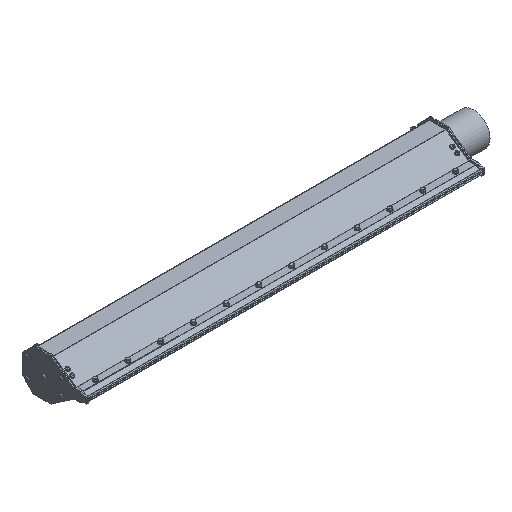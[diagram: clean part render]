
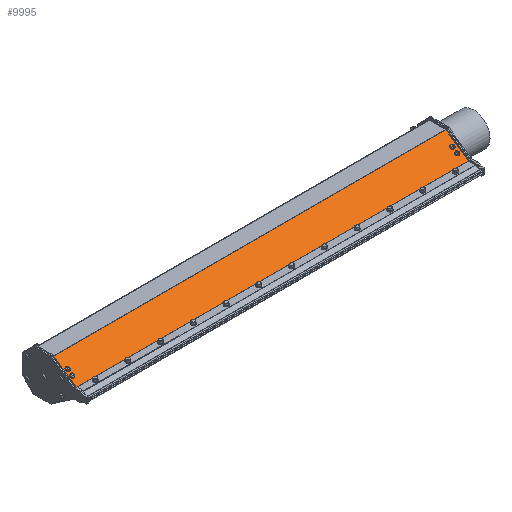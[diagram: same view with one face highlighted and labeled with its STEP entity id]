
A CAD part, isometric view. The second image highlights one B-rep face of the part: STEP entity #9995.
In plain terms, the highlighted planar face has unit normal (0, -0.574, 0.819).
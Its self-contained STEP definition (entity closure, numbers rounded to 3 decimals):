
#548=FACE_BOUND('',#3062,.T.);
#549=FACE_BOUND('',#3063,.T.);
#550=FACE_BOUND('',#3064,.T.);
#551=FACE_BOUND('',#3065,.T.);
#1175=LINE('',#50225,#1552);
#1209=LINE('',#50361,#1586);
#1211=LINE('',#50367,#1588);
#1212=LINE('',#50368,#1589);
#1552=VECTOR('',#12202,0.394);
#1586=VECTOR('',#12342,0.394);
#1588=VECTOR('',#12348,0.394);
#1589=VECTOR('',#12349,0.394);
#1905=PLANE('',#10811);
#2301=FACE_OUTER_BOUND('',#3061,.T.);
#3061=EDGE_LOOP('',(#7391,#7392,#7393,#7394));
#3062=EDGE_LOOP('',(#7395));
#3063=EDGE_LOOP('',(#7396));
#3064=EDGE_LOOP('',(#7397));
#3065=EDGE_LOOP('',(#7398));
#4227=CIRCLE('',#10812,0.177);
#4228=CIRCLE('',#10813,0.177);
#4229=CIRCLE('',#10814,0.177);
#4230=CIRCLE('',#10815,0.177);
#4878=VERTEX_POINT('',#50222);
#4879=VERTEX_POINT('',#50224);
#4928=VERTEX_POINT('',#50360);
#4930=VERTEX_POINT('',#50366);
#4931=VERTEX_POINT('',#50369);
#4932=VERTEX_POINT('',#50371);
#4933=VERTEX_POINT('',#50373);
#4934=VERTEX_POINT('',#50375);
#5882=EDGE_CURVE('',#4879,#4878,#1175,.T.);
#5945=EDGE_CURVE('',#4879,#4928,#1209,.T.);
#5948=EDGE_CURVE('',#4930,#4878,#1211,.T.);
#5949=EDGE_CURVE('',#4928,#4930,#1212,.T.);
#5950=EDGE_CURVE('',#4931,#4931,#4227,.T.);
#5951=EDGE_CURVE('',#4932,#4932,#4228,.T.);
#5952=EDGE_CURVE('',#4933,#4933,#4229,.T.);
#5953=EDGE_CURVE('',#4934,#4934,#4230,.T.);
#7391=ORIENTED_EDGE('',*,*,#5945,.F.);
#7392=ORIENTED_EDGE('',*,*,#5882,.T.);
#7393=ORIENTED_EDGE('',*,*,#5948,.F.);
#7394=ORIENTED_EDGE('',*,*,#5949,.F.);
#7395=ORIENTED_EDGE('',*,*,#5950,.T.);
#7396=ORIENTED_EDGE('',*,*,#5951,.T.);
#7397=ORIENTED_EDGE('',*,*,#5952,.T.);
#7398=ORIENTED_EDGE('',*,*,#5953,.T.);
#9995=ADVANCED_FACE('',(#2301,#548,#549,#550,#551),#1905,.T.);
#10811=AXIS2_PLACEMENT_3D('',#50365,#12346,#12347);
#10812=AXIS2_PLACEMENT_3D('',#50370,#12350,#12351);
#10813=AXIS2_PLACEMENT_3D('',#50372,#12352,#12353);
#10814=AXIS2_PLACEMENT_3D('',#50374,#12354,#12355);
#10815=AXIS2_PLACEMENT_3D('',#50376,#12356,#12357);
#12202=DIRECTION('',(0.,0.819,0.574));
#12342=DIRECTION('',(-1.,0.,0.));
#12346=DIRECTION('center_axis',(0.,-0.574,
0.819));
#12347=DIRECTION('ref_axis',(0.,0.819,0.574));
#12348=DIRECTION('',(1.,0.,0.));
#12349=DIRECTION('',(0.,0.819,0.574));
#12350=DIRECTION('center_axis',(0.,0.574,
-0.819));
#12351=DIRECTION('ref_axis',(-0.852,0.429,0.3));
#12352=DIRECTION('center_axis',(0.,0.574,
-0.819));
#12353=DIRECTION('ref_axis',(0.996,-0.072,-0.05));
#12354=DIRECTION('center_axis',(0.,0.574,
-0.819));
#12355=DIRECTION('ref_axis',(-0.781,0.512,0.359));
#12356=DIRECTION('center_axis',(0.,0.574,
-0.819));
#12357=DIRECTION('ref_axis',(0.952,0.251,0.176));
#50222=CARTESIAN_POINT('',(26.008,-0.562,1.737));
#50224=CARTESIAN_POINT('',(26.008,-2.61,0.303));
#50225=CARTESIAN_POINT('',(26.008,-2.618,0.298));
#50360=CARTESIAN_POINT('',(-9.992,-2.61,0.303));
#50361=CARTESIAN_POINT('',(26.008,-2.61,0.303));
#50365=CARTESIAN_POINT('Origin',(26.008,-2.618,0.298));
#50366=CARTESIAN_POINT('',(-9.992,-0.562,1.737));
#50367=CARTESIAN_POINT('',(26.008,-0.562,1.737));
#50368=CARTESIAN_POINT('',(-9.992,-2.618,0.298));
#50369=CARTESIAN_POINT('',(25.482,-1.884,0.811));
#50370=CARTESIAN_POINT('Origin',(25.633,-1.96,0.758));
#50371=CARTESIAN_POINT('',(-9.44,-1.973,0.749));
#50372=CARTESIAN_POINT('Origin',(-9.617,-1.96,0.758));
#50373=CARTESIAN_POINT('',(-9.755,-1.434,1.127));
#50374=CARTESIAN_POINT('Origin',(-9.617,-1.524,1.063));
#50375=CARTESIAN_POINT('',(25.802,-1.48,1.094));
#50376=CARTESIAN_POINT('Origin',(25.633,-1.524,1.063));
